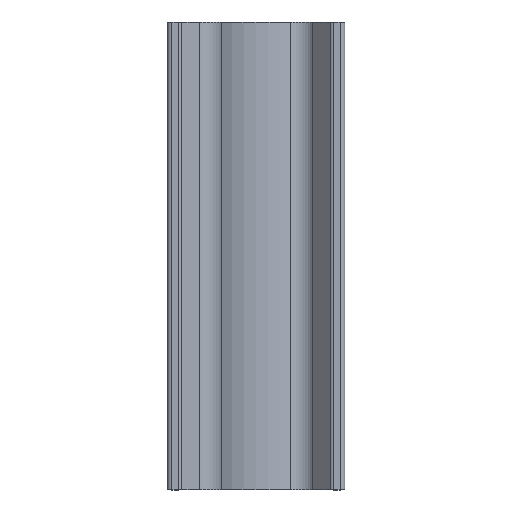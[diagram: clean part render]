
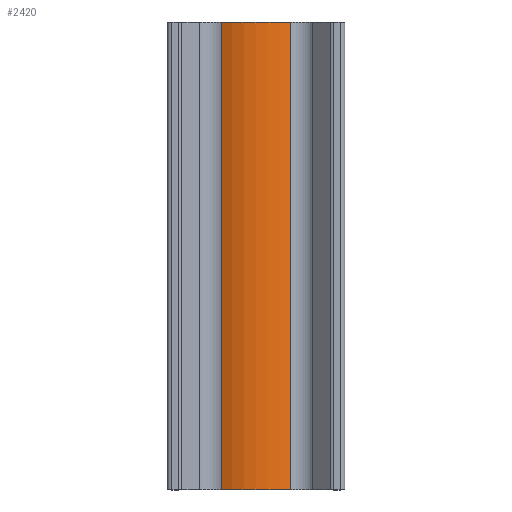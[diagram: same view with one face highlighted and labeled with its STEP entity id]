
A CAD part, top view. The second image highlights one B-rep face of the part: STEP entity #2420.
In plain terms, the highlighted cylindrical face has radius 40 mm (diameter 80 mm), a partial arc.
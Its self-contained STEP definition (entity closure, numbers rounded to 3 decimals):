
#2420=ADVANCED_FACE('', (#2430), #2440, .T.);
#5120=AXIS2_PLACEMENT_3D('Ax2Pl3d', #5130, #5140, #5150);
#7800=AXIS2_PLACEMENT_3D('Ax2Pl3d', #7810, #7820, #7830);
#10720=AXIS2_PLACEMENT_3D('Ax2Pl3d', #10730, #10740, #10750);
#14720=CARTESIAN_POINT('', (-355.399,694.114,-155.613))
;
#5130=CARTESIAN_POINT('HicPkt', (-336.903,694.114,
-191.08));
#14730=CARTESIAN_POINT('', (-318.407,694.114,-155.613))
;
#15490=CARTESIAN_POINT('', (-318.407,444.114,-155.613))
;
#7810=CARTESIAN_POINT('HicPkt', (-336.903,444.114,
-191.08));
#15500=CARTESIAN_POINT('', (-355.399,444.114,-155.613))
;
#16190=CARTESIAN_POINT('', (-318.407,444.114,-155.613))
;
#10730=CARTESIAN_POINT('HicPkt', (-336.903,444.114,
-191.08));
#16200=CARTESIAN_POINT('', (-355.399,444.114,-155.613))
;
#16880=CIRCLE('Circle', #5120, 40.);
#17330=CIRCLE('Circle', #7800, 40.);
#2440=CYLINDRICAL_SURFACE('Zyl', #10720, 40.);
#5140=DIRECTION('Axis', (0.,-1.,0.))
;
#5150=DIRECTION('RefDirection', (0.,
0.,-1.));
#7820=DIRECTION('Axis', (0.,-1.,0.))
;
#7830=DIRECTION('RefDirection', (0.,
0.,-1.));
#25830=DIRECTION('', (0.,-1.,0.));
#10740=DIRECTION('Axis', (0.,1.,0.)
);
#10750=DIRECTION('RefDirection', (0.,
0.,-1.));
#25840=DIRECTION('', (0.,-1.,0.));
#26600=EDGE_CURVE('', #26610, #26590, #16880, .T.);
#27980=EDGE_CURVE('', #27970, #27990, #17330, .T.);
#29290=EDGE_CURVE('', #26610, #27970, #29300, .T.);
#29310=EDGE_CURVE('', #26590, #27990, #29320, .T.);
#33870=EDGE_LOOP('Edge_loop', (#33880,#33890,#33900,#33910));
#2430=FACE_OUTER_BOUND('Face_outer_bound', #33870, .T.);
#29300=LINE('Line', #16190, #39510);
#29320=LINE('Line', #16200, #39520);
#33880=ORIENTED_EDGE('', *, *, #27980, .F.);
#33890=ORIENTED_EDGE('', *, *, #29290, .F.);
#33900=ORIENTED_EDGE('', *, *, #26600, .T.);
#33910=ORIENTED_EDGE('', *, *, #29310, .T.);
#39510=VECTOR('', #25830, 250.);
#39520=VECTOR('', #25840, 250.);
#26590=VERTEX_POINT('', #14720);
#26610=VERTEX_POINT('', #14730);
#27970=VERTEX_POINT('', #15490);
#27990=VERTEX_POINT('', #15500);
